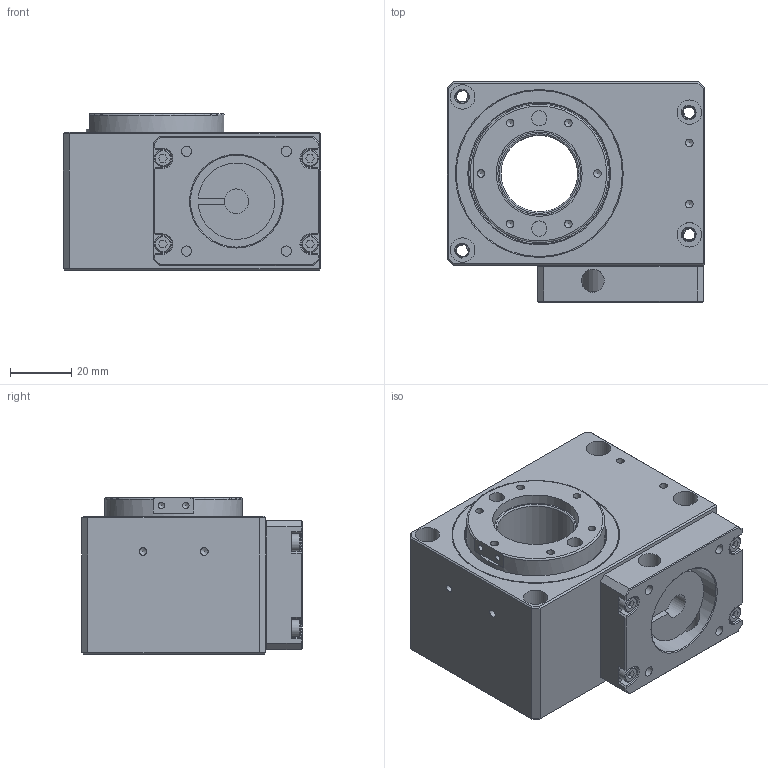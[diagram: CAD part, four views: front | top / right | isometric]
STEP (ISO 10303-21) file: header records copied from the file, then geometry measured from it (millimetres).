
FILE_DESCRIPTION( ( '' ), '1' );
FILE_NAME( 'GT60-18M.stp', '2018-01-31T09:18:53', ( 'Dimamotor' ), ( 'Dimamotor' ), 'PSStep 17.0.49', ' ', ' ' );
FILE_SCHEMA( ( 'AUTOMOTIVE_DESIGN { 1 0 10303 214 1 1 1 1 }' ) );
Length unit declared in the file: millimetre
Products named in the file (5): Assem1; MGAC-6F00-33; Screw_ANSI_B18_3_1M_A_M3x12_v12.00; GT60-10M; GT60-P
Assembly tree (7 placements, depth 2):
  Assem1
    MGAC-6F00-33
    Screw_ANSI_B18_3_1M_A_M3x12_v12.00  x4
    GT60-10M
    GT60-P
Bounding box: 84 x 72 x 51 mm (x, y, z)
Volume: 223242.8 mm3; surface area: 48200.5 mm2
Topology: 7 solids, 7 shells, 281 faces, 646 edges, 404 vertices
Faces by surface type: plane 156, cylinder 78, cone 36, bspline 8, torus 3
Full cylindrical faces by diameter (mm): 2.05 x4, 2.5 x26, 3 x4, 3.3 x4, 3.4 x4, 5 x2, 5.5 x4, 7.5 x2, 8 x9, 25 x1, 27 x1, 28 x1, 30 x1, 35 x2, 45 x1, 46 x1, 54.199 x1, 54.2 x1
Entity records: 24726 total; most frequent: CARTESIAN_POINT 17776, DIRECTION 1020, ORIENTED_EDGE 854, EDGE_CURVE 427, AXIS2_PLACEMENT_3D 386, EDGE_LOOP 383, VERTEX_POINT 322, FACE_OUTER_BOUND 304
